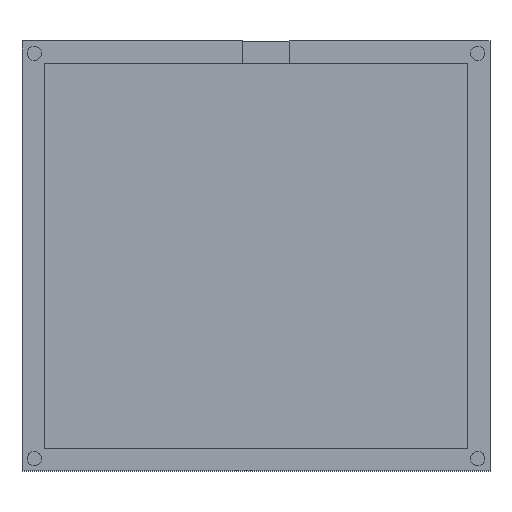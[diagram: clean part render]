
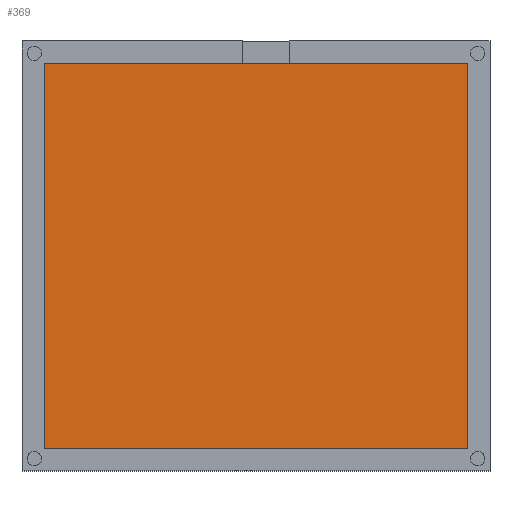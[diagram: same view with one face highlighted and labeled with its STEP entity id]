
A CAD part, top view. The second image highlights one B-rep face of the part: STEP entity #369.
In plain terms, the highlighted planar face has unit normal (0, 0, 1).
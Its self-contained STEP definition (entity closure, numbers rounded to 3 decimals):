
#47=FACE_OUTER_BOUND('',#73,.T.);
#73=EDGE_LOOP('',(#311,#312,#313,#314));
#107=LINE('',#588,#147);
#113=LINE('',#613,#153);
#114=LINE('',#614,#154);
#115=LINE('',#615,#155);
#147=VECTOR('',#473,10.);
#153=VECTOR('',#505,10.);
#154=VECTOR('',#506,10.);
#155=VECTOR('',#507,10.);
#183=VERTEX_POINT('',#585);
#184=VERTEX_POINT('',#587);
#189=VERTEX_POINT('',#611);
#190=VERTEX_POINT('',#612);
#223=EDGE_CURVE('',#183,#184,#107,.T.);
#233=EDGE_CURVE('',#189,#190,#113,.T.);
#234=EDGE_CURVE('',#184,#189,#114,.T.);
#235=EDGE_CURVE('',#190,#183,#115,.T.);
#311=ORIENTED_EDGE('',*,*,#233,.F.);
#312=ORIENTED_EDGE('',*,*,#234,.F.);
#313=ORIENTED_EDGE('',*,*,#223,.F.);
#314=ORIENTED_EDGE('',*,*,#235,.F.);
#347=PLANE('',#413);
#369=ADVANCED_FACE('',(#47),#347,.T.);
#413=AXIS2_PLACEMENT_3D('',#610,#503,#504);
#473=DIRECTION('',(1.,0.,0.));
#503=DIRECTION('center_axis',(0.,0.,1.));
#504=DIRECTION('ref_axis',(1.,0.,0.));
#505=DIRECTION('',(-1.,0.,0.));
#506=DIRECTION('',(0.,-1.,0.));
#507=DIRECTION('',(0.,1.,0.));
#585=CARTESIAN_POINT('',(-50.669,48.914,3.));
#587=CARTESIAN_POINT('',(43.831,48.914,3.));
#588=CARTESIAN_POINT('',(-27.044,48.914,3.));
#610=CARTESIAN_POINT('Origin',(-3.419,5.914,3.));
#611=CARTESIAN_POINT('',(43.831,-37.086,3.));
#612=CARTESIAN_POINT('',(-50.669,-37.086,3.));
#613=CARTESIAN_POINT('',(20.206,-37.086,3.));
#614=CARTESIAN_POINT('',(43.831,27.414,3.));
#615=CARTESIAN_POINT('',(-50.669,-15.586,3.));
